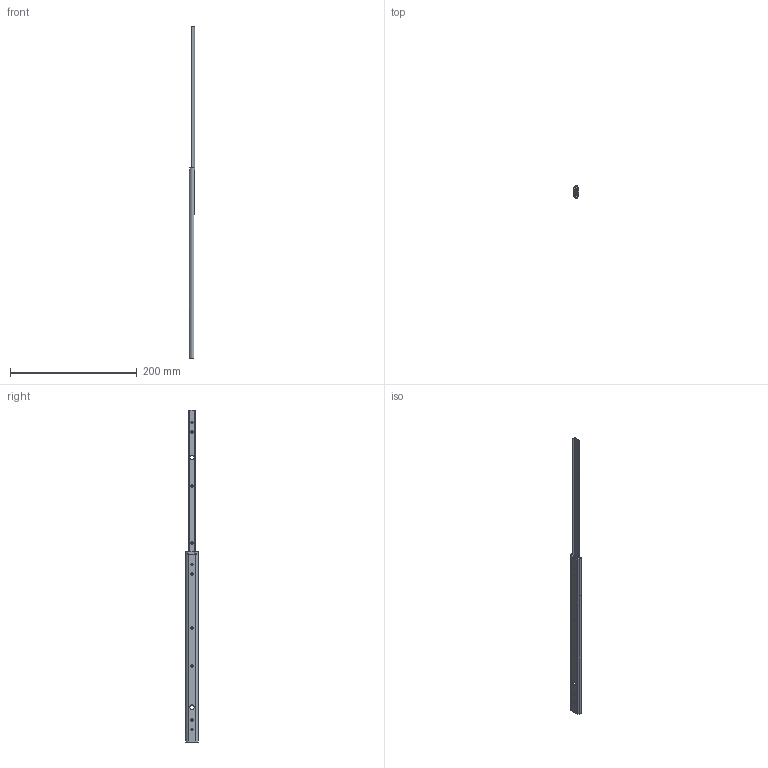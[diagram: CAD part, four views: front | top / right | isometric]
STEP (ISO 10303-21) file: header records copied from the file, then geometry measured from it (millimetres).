
FILE_DESCRIPTION (( 'STEP AP203' ), '1' );
FILE_NAME ('KC-283-30.STEP', '2020-03-24T04:21:00', ( '' ), ( '' ), 'SwSTEP 2.0', 'SolidWorks 2018', '' );
FILE_SCHEMA (( 'CONFIG_CONTROL_DESIGN' ));
Length unit declared in the file: millimetre
Products named in the file (4): KC-283-30_ボールリテイナー; KC-283-30_インナーメンバー; KC-283-30; KC-283-30_アウターメンバー_
Assembly tree (3 placements, depth 2):
  KC-283-30
    KC-283-30_アウターメンバー_
    KC-283-30_インナーメンバー
    KC-283-30_ボールリテイナー
Bounding box: 8 x 20 x 524 mm (x, y, z)
Volume: 19720.1 mm3; surface area: 33820.1 mm2
Topology: 3 solids, 3 shells, 152 faces, 442 edges, 294 vertices
Faces by surface type: cylinder 76, plane 76
Entity records: 5540 total; most frequent: DIRECTION 914, CARTESIAN_POINT 894, ORIENTED_EDGE 884, EDGE_CURVE 442, AXIS2_PLACEMENT_3D 314, VERTEX_POINT 294, VECTOR 286, LINE 286
